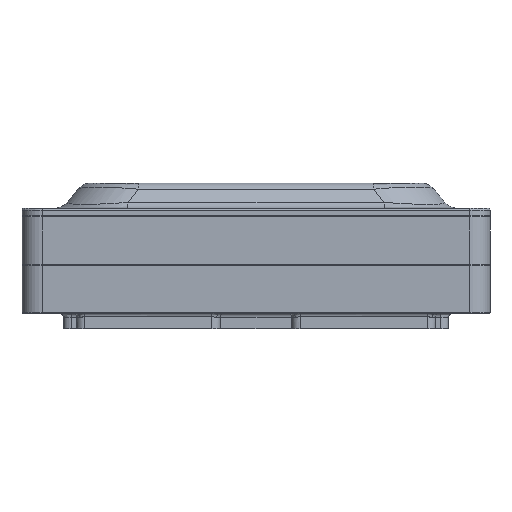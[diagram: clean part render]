
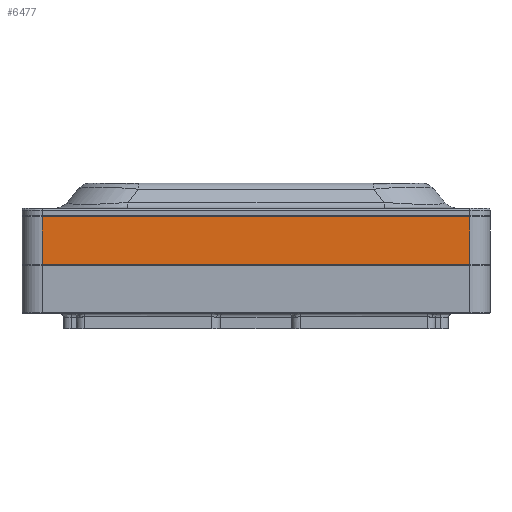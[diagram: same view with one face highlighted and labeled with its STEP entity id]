
A CAD part, front view. The second image highlights one B-rep face of the part: STEP entity #6477.
In plain terms, the highlighted planar face has unit normal (0, -1, 0).
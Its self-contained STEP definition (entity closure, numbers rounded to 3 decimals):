
#609 = CARTESIAN_POINT ( 'NONE',  ( -5.29, -16., 2.77 ) ) ;
#633 = CARTESIAN_POINT ( 'NONE',  ( 5.29, -16., 1.58 ) ) ;
#648 = CARTESIAN_POINT ( 'NONE',  ( 5.29, -16., 2.77 ) ) ;
#1193 = VECTOR ( 'NONE', #2319, 1000. ) ;
#1228 = ORIENTED_EDGE ( 'NONE', *, *, #7728, .F. ) ;
#1397 = VECTOR ( 'NONE', #3472, 1000. ) ;
#1830 = FACE_OUTER_BOUND ( 'NONE', #2075, .T. ) ;
#2075 = EDGE_LOOP ( 'NONE', ( #6991, #6000, #1228, #5212 ) ) ;
#2319 = DIRECTION ( 'NONE',  ( 1., 0., 0. ) ) ;
#3033 = EDGE_CURVE ( 'NONE', #5456, #5483, #4769, .T. ) ;
#3104 = EDGE_CURVE ( 'NONE', #5692, #5483, #4286, .T. ) ;
#3160 = CARTESIAN_POINT ( 'NONE',  ( -5.33, -16., 2.77 ) ) ;
#3472 = DIRECTION ( 'NONE',  ( 0., 0., -1. ) ) ;
#3534 = CARTESIAN_POINT ( 'NONE',  ( 5.29, -16., 1.59 ) ) ;
#3911 = CARTESIAN_POINT ( 'NONE',  ( -5.29, -16., 1.59 ) ) ;
#3997 = LINE ( 'NONE', #3160, #1193 ) ;
#4033 = DIRECTION ( 'NONE',  ( 0., 0., -1. ) ) ;
#4254 = VECTOR ( 'NONE', #6250, 1000. ) ;
#4286 = LINE ( 'NONE', #633, #1397 ) ;
#4330 = VECTOR ( 'NONE', #4742, 1000. ) ;
#4742 = DIRECTION ( 'NONE',  ( 1., 0., 0. ) ) ;
#4750 = CARTESIAN_POINT ( 'NONE',  ( -5.29, -16., 1.59 ) ) ;
#4769 = LINE ( 'NONE', #4750, #4330 ) ;
#4877 = DIRECTION ( 'NONE',  ( 0., -1., 0. ) ) ;
#5115 = EDGE_CURVE ( 'NONE', #5676, #5456, #6288, .T. ) ;
#5212 = ORIENTED_EDGE ( 'NONE', *, *, #5115, .T. ) ;
#5456 = VERTEX_POINT ( 'NONE', #3911 ) ;
#5483 = VERTEX_POINT ( 'NONE', #3534 ) ;
#5676 = VERTEX_POINT ( 'NONE', #609 ) ;
#5692 = VERTEX_POINT ( 'NONE', #648 ) ;
#5708 = CARTESIAN_POINT ( 'NONE',  ( -5.29, -16., 1.58 ) ) ;
#6000 = ORIENTED_EDGE ( 'NONE', *, *, #3104, .F. ) ;
#6143 = AXIS2_PLACEMENT_3D ( 'NONE', #5708, #4877, #4033 ) ;
#6250 = DIRECTION ( 'NONE',  ( 0., 0., -1. ) ) ;
#6259 = CARTESIAN_POINT ( 'NONE',  ( -5.29, -16., 1.58 ) ) ;
#6288 = LINE ( 'NONE', #6259, #4254 ) ;
#6477 = ADVANCED_FACE ( 'NONE', ( #1830 ), #6568, .T. ) ;
#6568 = PLANE ( 'NONE',  #6143 ) ;
#6991 = ORIENTED_EDGE ( 'NONE', *, *, #3033, .T. ) ;
#7728 = EDGE_CURVE ( 'NONE', #5676, #5692, #3997, .T. ) ;
